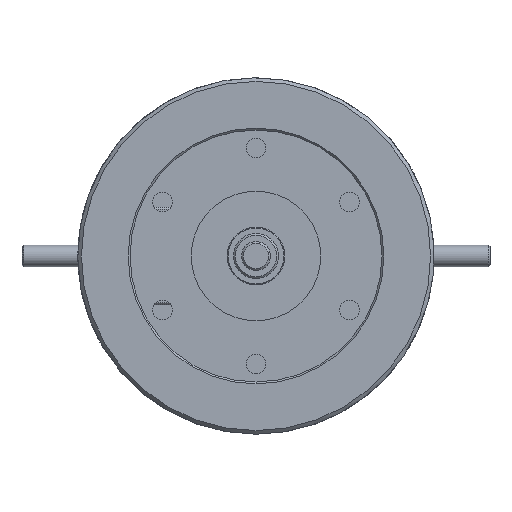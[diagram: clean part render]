
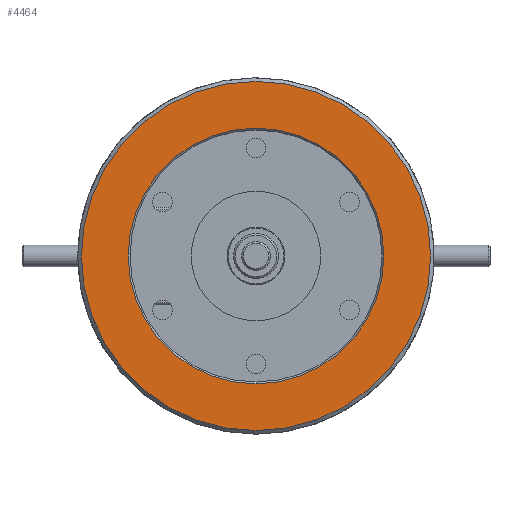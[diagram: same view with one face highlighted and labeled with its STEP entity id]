
A CAD part, left-side view. The second image highlights one B-rep face of the part: STEP entity #4464.
In plain terms, the highlighted planar face has unit normal (-1, 0, 0).
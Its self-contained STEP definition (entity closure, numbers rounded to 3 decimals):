
#98 = EDGE_CURVE ( 'NONE', #8449, #8449, #6143, .T. ) ;
#149 = ORIENTED_EDGE ( 'NONE', *, *, #98, .T. ) ;
#307 = PLANE ( 'NONE',  #445 ) ;
#445 = AXIS2_PLACEMENT_3D ( 'NONE', #2948, #947, #457 ) ;
#457 = DIRECTION ( 'NONE',  ( 0., 0., -1. ) ) ;
#476 = EDGE_LOOP ( 'NONE', ( #4236 ) ) ;
#947 = DIRECTION ( 'NONE',  ( 1., 0., 0. ) ) ;
#2282 = AXIS2_PLACEMENT_3D ( 'NONE', #6175, #3357, #8299 ) ;
#2786 = EDGE_CURVE ( 'NONE', #2977, #2977, #8370, .T. ) ;
#2948 = CARTESIAN_POINT ( 'NONE',  ( 0., 99., 0. ) ) ;
#2977 = VERTEX_POINT ( 'NONE', #8123 ) ;
#3357 = DIRECTION ( 'NONE',  ( 1., 0., 0. ) ) ;
#4236 = ORIENTED_EDGE ( 'NONE', *, *, #2786, .T. ) ;
#4464 = ADVANCED_FACE ( 'NONE', ( #4919, #5576 ), #307, .F. ) ;
#4919 = FACE_BOUND ( 'NONE', #7455, .T. ) ;
#5311 = DIRECTION ( 'NONE',  ( 0., 0., -1. ) ) ;
#5576 = FACE_OUTER_BOUND ( 'NONE', #476, .T. ) ;
#5967 = DIRECTION ( 'NONE',  ( -1., 0., 0. ) ) ;
#6143 = CIRCLE ( 'NONE', #2282, 71. ) ;
#6175 = CARTESIAN_POINT ( 'NONE',  ( 0., 0., 0. ) ) ;
#6496 = CARTESIAN_POINT ( 'NONE',  ( 0., 0., -71. ) ) ;
#6614 = CARTESIAN_POINT ( 'NONE',  ( 0., 0., 0. ) ) ;
#6814 = AXIS2_PLACEMENT_3D ( 'NONE', #6614, #5967, #5311 ) ;
#7455 = EDGE_LOOP ( 'NONE', ( #149 ) ) ;
#8123 = CARTESIAN_POINT ( 'NONE',  ( 0., 0., -97. ) ) ;
#8299 = DIRECTION ( 'NONE',  ( 0., 0., -1. ) ) ;
#8370 = CIRCLE ( 'NONE', #6814, 97. ) ;
#8449 = VERTEX_POINT ( 'NONE', #6496 ) ;
